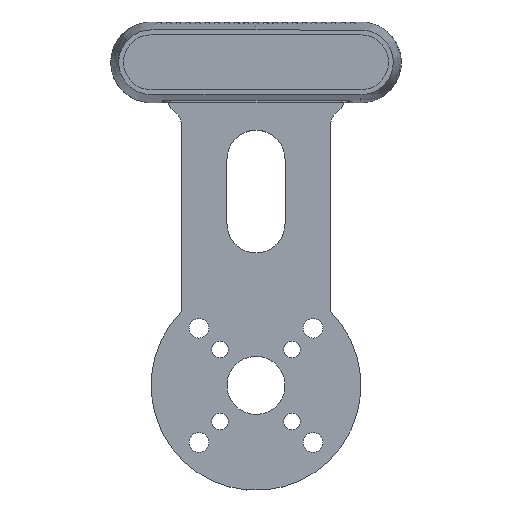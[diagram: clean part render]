
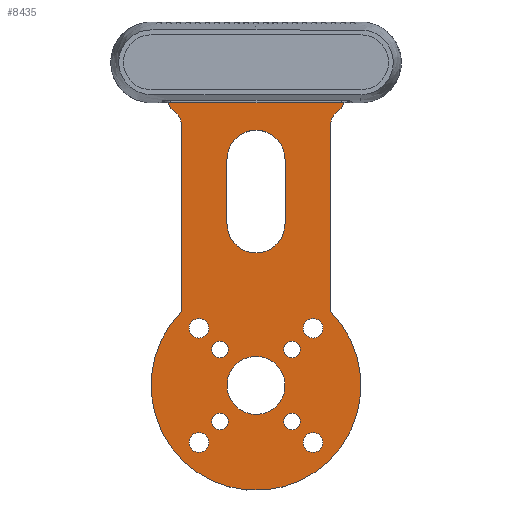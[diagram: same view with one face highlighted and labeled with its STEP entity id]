
A CAD part, top view. The second image highlights one B-rep face of the part: STEP entity #8435.
In plain terms, the highlighted planar face has unit normal (0, 0, 1).
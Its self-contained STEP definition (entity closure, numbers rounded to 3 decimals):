
#608=FACE_BOUND('',#1467,.T.);
#609=FACE_BOUND('',#1468,.T.);
#610=FACE_BOUND('',#1469,.T.);
#611=FACE_BOUND('',#1470,.T.);
#612=FACE_BOUND('',#1471,.T.);
#613=FACE_BOUND('',#1472,.T.);
#614=FACE_BOUND('',#1473,.T.);
#615=FACE_BOUND('',#1474,.T.);
#616=FACE_BOUND('',#1475,.T.);
#617=FACE_BOUND('',#1476,.T.);
#618=FACE_BOUND('',#1477,.T.);
#619=FACE_BOUND('',#1478,.T.);
#712=PLANE('',#9005);
#979=FACE_OUTER_BOUND('',#1466,.T.);
#1466=EDGE_LOOP('',(#5844,#5845,#5846,#5847,#5848,#5849,#5850,#5851,#5852,
#5853,#5854,#5855));
#1467=EDGE_LOOP('',(#5856));
#1468=EDGE_LOOP('',(#5857));
#1469=EDGE_LOOP('',(#5858));
#1470=EDGE_LOOP('',(#5859));
#1471=EDGE_LOOP('',(#5860));
#1472=EDGE_LOOP('',(#5861));
#1473=EDGE_LOOP('',(#5862));
#1474=EDGE_LOOP('',(#5863));
#1475=EDGE_LOOP('',(#5864));
#1476=EDGE_LOOP('',(#5865));
#1477=EDGE_LOOP('',(#5866,#5867,#5868,#5869));
#1478=EDGE_LOOP('',(#5870));
#2052=LINE('',#12347,#2722);
#2056=LINE('',#12357,#2726);
#2060=LINE('',#12375,#2730);
#2061=LINE('',#12379,#2731);
#2062=LINE('',#12383,#2732);
#2063=LINE('',#12389,#2733);
#2064=LINE('',#12392,#2734);
#2722=VECTOR('',#9925,10.);
#2726=VECTOR('',#9937,10.);
#2730=VECTOR('',#9955,10.);
#2731=VECTOR('',#9958,10.);
#2732=VECTOR('',#9961,10.);
#2733=VECTOR('',#9966,10.);
#2734=VECTOR('',#9969,10.);
#3379=CIRCLE('',#8962,2.55);
#3381=CIRCLE('',#8965,2.55);
#3383=CIRCLE('',#8968,1.55);
#3385=CIRCLE('',#8971,3.05);
#3387=CIRCLE('',#8974,2.55);
#3389=CIRCLE('',#8977,3.05);
#3391=CIRCLE('',#8980,1.55);
#3393=CIRCLE('',#8983,3.05);
#3395=CIRCLE('',#8986,2.55);
#3397=CIRCLE('',#8989,3.05);
#3400=CIRCLE('',#8993,9.);
#3402=CIRCLE('',#8997,9.);
#3403=CIRCLE('',#9000,5.);
#3405=CIRCLE('',#9003,5.);
#3407=CIRCLE('',#9006,5.);
#3408=CIRCLE('',#9007,5.);
#3409=CIRCLE('',#9008,5.);
#3410=CIRCLE('',#9009,5.);
#3411=CIRCLE('',#9010,32.5);
#3412=CIRCLE('',#9011,9.);
#3759=VERTEX_POINT('',#12275);
#3761=VERTEX_POINT('',#12281);
#3763=VERTEX_POINT('',#12287);
#3765=VERTEX_POINT('',#12293);
#3767=VERTEX_POINT('',#12299);
#3769=VERTEX_POINT('',#12305);
#3771=VERTEX_POINT('',#12311);
#3773=VERTEX_POINT('',#12317);
#3775=VERTEX_POINT('',#12323);
#3777=VERTEX_POINT('',#12329);
#3781=VERTEX_POINT('',#12338);
#3782=VERTEX_POINT('',#12340);
#3784=VERTEX_POINT('',#12346);
#3786=VERTEX_POINT('',#12352);
#3787=VERTEX_POINT('',#12359);
#3788=VERTEX_POINT('',#12360);
#3791=VERTEX_POINT('',#12368);
#3793=VERTEX_POINT('',#12374);
#3794=VERTEX_POINT('',#12376);
#3795=VERTEX_POINT('',#12378);
#3796=VERTEX_POINT('',#12380);
#3797=VERTEX_POINT('',#12382);
#3798=VERTEX_POINT('',#12384);
#3799=VERTEX_POINT('',#12386);
#3800=VERTEX_POINT('',#12388);
#3801=VERTEX_POINT('',#12390);
#3802=VERTEX_POINT('',#12393);
#4564=EDGE_CURVE('',#3759,#3759,#3379,.T.);
#4567=EDGE_CURVE('',#3761,#3761,#3381,.T.);
#4570=EDGE_CURVE('',#3763,#3763,#3383,.T.);
#4573=EDGE_CURVE('',#3765,#3765,#3385,.T.);
#4576=EDGE_CURVE('',#3767,#3767,#3387,.T.);
#4579=EDGE_CURVE('',#3769,#3769,#3389,.T.);
#4582=EDGE_CURVE('',#3771,#3771,#3391,.T.);
#4585=EDGE_CURVE('',#3773,#3773,#3393,.T.);
#4588=EDGE_CURVE('',#3775,#3775,#3395,.T.);
#4591=EDGE_CURVE('',#3777,#3777,#3397,.T.);
#4596=EDGE_CURVE('',#3782,#3781,#3400,.T.);
#4599=EDGE_CURVE('',#3784,#3782,#2052,.T.);
#4602=EDGE_CURVE('',#3786,#3784,#3402,.T.);
#4605=EDGE_CURVE('',#3781,#3786,#2056,.T.);
#4606=EDGE_CURVE('',#3787,#3788,#3403,.T.);
#4610=EDGE_CURVE('',#3788,#3791,#3405,.T.);
#4613=EDGE_CURVE('',#3787,#3793,#2060,.T.);
#4614=EDGE_CURVE('',#3794,#3793,#3407,.T.);
#4615=EDGE_CURVE('',#3794,#3795,#2061,.T.);
#4616=EDGE_CURVE('',#3796,#3795,#3408,.T.);
#4617=EDGE_CURVE('',#3796,#3797,#2062,.T.);
#4618=EDGE_CURVE('',#3798,#3797,#3409,.T.);
#4619=EDGE_CURVE('',#3799,#3798,#3410,.T.);
#4620=EDGE_CURVE('',#3799,#3800,#2063,.T.);
#4621=EDGE_CURVE('',#3800,#3801,#3411,.T.);
#4622=EDGE_CURVE('',#3801,#3791,#2064,.T.);
#4623=EDGE_CURVE('',#3802,#3802,#3412,.T.);
#5844=ORIENTED_EDGE('',*,*,#4606,.F.);
#5845=ORIENTED_EDGE('',*,*,#4613,.T.);
#5846=ORIENTED_EDGE('',*,*,#4614,.F.);
#5847=ORIENTED_EDGE('',*,*,#4615,.T.);
#5848=ORIENTED_EDGE('',*,*,#4616,.F.);
#5849=ORIENTED_EDGE('',*,*,#4617,.T.);
#5850=ORIENTED_EDGE('',*,*,#4618,.F.);
#5851=ORIENTED_EDGE('',*,*,#4619,.F.);
#5852=ORIENTED_EDGE('',*,*,#4620,.T.);
#5853=ORIENTED_EDGE('',*,*,#4621,.T.);
#5854=ORIENTED_EDGE('',*,*,#4622,.T.);
#5855=ORIENTED_EDGE('',*,*,#4610,.F.);
#5856=ORIENTED_EDGE('',*,*,#4564,.T.);
#5857=ORIENTED_EDGE('',*,*,#4567,.T.);
#5858=ORIENTED_EDGE('',*,*,#4570,.T.);
#5859=ORIENTED_EDGE('',*,*,#4573,.T.);
#5860=ORIENTED_EDGE('',*,*,#4576,.T.);
#5861=ORIENTED_EDGE('',*,*,#4579,.T.);
#5862=ORIENTED_EDGE('',*,*,#4582,.T.);
#5863=ORIENTED_EDGE('',*,*,#4585,.T.);
#5864=ORIENTED_EDGE('',*,*,#4588,.T.);
#5865=ORIENTED_EDGE('',*,*,#4591,.T.);
#5866=ORIENTED_EDGE('',*,*,#4602,.T.);
#5867=ORIENTED_EDGE('',*,*,#4599,.T.);
#5868=ORIENTED_EDGE('',*,*,#4596,.T.);
#5869=ORIENTED_EDGE('',*,*,#4605,.T.);
#5870=ORIENTED_EDGE('',*,*,#4623,.T.);
#8435=ADVANCED_FACE('',(#979,#608,#609,#610,#611,#612,#613,#614,#615,#616,
#617,#618,#619),#712,.T.);
#8962=AXIS2_PLACEMENT_3D('',#12276,#9846,#9847);
#8965=AXIS2_PLACEMENT_3D('',#12282,#9853,#9854);
#8968=AXIS2_PLACEMENT_3D('',#12288,#9860,#9861);
#8971=AXIS2_PLACEMENT_3D('',#12294,#9867,#9868);
#8974=AXIS2_PLACEMENT_3D('',#12300,#9874,#9875);
#8977=AXIS2_PLACEMENT_3D('',#12306,#9881,#9882);
#8980=AXIS2_PLACEMENT_3D('',#12312,#9888,#9889);
#8983=AXIS2_PLACEMENT_3D('',#12318,#9895,#9896);
#8986=AXIS2_PLACEMENT_3D('',#12324,#9902,#9903);
#8989=AXIS2_PLACEMENT_3D('',#12330,#9909,#9910);
#8993=AXIS2_PLACEMENT_3D('',#12341,#9919,#9920);
#8997=AXIS2_PLACEMENT_3D('',#12353,#9931,#9932);
#9000=AXIS2_PLACEMENT_3D('',#12361,#9940,#9941);
#9003=AXIS2_PLACEMENT_3D('',#12369,#9948,#9949);
#9005=AXIS2_PLACEMENT_3D('',#12373,#9953,#9954);
#9006=AXIS2_PLACEMENT_3D('',#12377,#9956,#9957);
#9007=AXIS2_PLACEMENT_3D('',#12381,#9959,#9960);
#9008=AXIS2_PLACEMENT_3D('',#12385,#9962,#9963);
#9009=AXIS2_PLACEMENT_3D('',#12387,#9964,#9965);
#9010=AXIS2_PLACEMENT_3D('',#12391,#9967,#9968);
#9011=AXIS2_PLACEMENT_3D('',#12394,#9970,#9971);
#9846=DIRECTION('center_axis',(0.,0.,-1.));
#9847=DIRECTION('ref_axis',(1.,0.,0.));
#9853=DIRECTION('center_axis',(0.,0.,-1.));
#9854=DIRECTION('ref_axis',(1.,0.,0.));
#9860=DIRECTION('center_axis',(0.,0.,-1.));
#9861=DIRECTION('ref_axis',(1.,0.,0.));
#9867=DIRECTION('center_axis',(0.,0.,-1.));
#9868=DIRECTION('ref_axis',(1.,0.,0.));
#9874=DIRECTION('center_axis',(0.,0.,-1.));
#9875=DIRECTION('ref_axis',(1.,0.,0.));
#9881=DIRECTION('center_axis',(0.,0.,-1.));
#9882=DIRECTION('ref_axis',(1.,0.,0.));
#9888=DIRECTION('center_axis',(0.,0.,-1.));
#9889=DIRECTION('ref_axis',(1.,0.,0.));
#9895=DIRECTION('center_axis',(0.,0.,-1.));
#9896=DIRECTION('ref_axis',(1.,0.,0.));
#9902=DIRECTION('center_axis',(0.,0.,-1.));
#9903=DIRECTION('ref_axis',(1.,0.,0.));
#9909=DIRECTION('center_axis',(0.,0.,-1.));
#9910=DIRECTION('ref_axis',(1.,0.,0.));
#9919=DIRECTION('center_axis',(0.,0.,-1.));
#9920=DIRECTION('ref_axis',(1.,0.,0.));
#9925=DIRECTION('',(0.,1.,0.));
#9931=DIRECTION('center_axis',(0.,0.,-1.));
#9932=DIRECTION('ref_axis',(-1.,0.,0.));
#9937=DIRECTION('',(0.,-1.,0.));
#9940=DIRECTION('center_axis',(0.,0.,-1.));
#9941=DIRECTION('ref_axis',(0.883,-0.47,0.));
#9948=DIRECTION('center_axis',(0.,0.,1.));
#9949=DIRECTION('ref_axis',(-0.118,0.993,0.));
#9953=DIRECTION('center_axis',(0.,0.,1.));
#9954=DIRECTION('ref_axis',(1.,0.,0.));
#9955=DIRECTION('',(0.,1.,0.));
#9956=DIRECTION('center_axis',(0.,0.,-1.));
#9957=DIRECTION('ref_axis',(0.707,0.707,0.));
#9958=DIRECTION('',(-1.,0.,0.));
#9959=DIRECTION('center_axis',(0.,0.,-1.));
#9960=DIRECTION('ref_axis',(-0.707,0.707,0.));
#9961=DIRECTION('',(0.,-1.,0.));
#9962=DIRECTION('center_axis',(0.,0.,-1.));
#9963=DIRECTION('ref_axis',(-0.883,-0.47,0.));
#9964=DIRECTION('center_axis',(0.,0.,1.));
#9965=DIRECTION('ref_axis',(0.118,0.993,0.));
#9966=DIRECTION('',(0.,-1.,0.));
#9967=DIRECTION('center_axis',(0.,0.,1.));
#9968=DIRECTION('ref_axis',(-0.981,-0.194,0.));
#9969=DIRECTION('',(0.,1.,0.));
#9970=DIRECTION('center_axis',(0.,0.,-1.));
#9971=DIRECTION('ref_axis',(0.714,0.7,0.));
#12275=CARTESIAN_POINT('',(-13.687,11.137,5.));
#12276=CARTESIAN_POINT('Origin',(-11.137,11.137,5.));
#12281=CARTESIAN_POINT('',(8.587,-11.137,5.));
#12282=CARTESIAN_POINT('Origin',(11.137,-11.137,5.));
#12287=CARTESIAN_POINT('',(-24.05,100.,5.));
#12288=CARTESIAN_POINT('Origin',(-22.5,100.,5.));
#12293=CARTESIAN_POINT('',(-20.728,17.678,5.));
#12294=CARTESIAN_POINT('Origin',(-17.678,17.678,5.));
#12299=CARTESIAN_POINT('',(8.587,11.137,5.));
#12300=CARTESIAN_POINT('Origin',(11.137,11.137,5.));
#12305=CARTESIAN_POINT('',(14.628,17.678,5.));
#12306=CARTESIAN_POINT('Origin',(17.678,17.678,5.));
#12311=CARTESIAN_POINT('',(20.95,100.,5.));
#12312=CARTESIAN_POINT('Origin',(22.5,100.,5.));
#12317=CARTESIAN_POINT('',(-20.728,-17.678,5.));
#12318=CARTESIAN_POINT('Origin',(-17.678,-17.678,5.));
#12323=CARTESIAN_POINT('',(-13.687,-11.137,5.));
#12324=CARTESIAN_POINT('Origin',(-11.137,-11.137,5.));
#12329=CARTESIAN_POINT('',(14.628,-17.678,5.));
#12330=CARTESIAN_POINT('Origin',(17.678,-17.678,5.));
#12338=CARTESIAN_POINT('',(9.,70.,5.));
#12340=CARTESIAN_POINT('',(-9.,70.,5.));
#12341=CARTESIAN_POINT('Origin',(0.,70.,5.));
#12346=CARTESIAN_POINT('',(-9.,50.,5.));
#12347=CARTESIAN_POINT('',(-9.,44.375,5.));
#12352=CARTESIAN_POINT('',(9.,50.,5.));
#12353=CARTESIAN_POINT('Origin',(0.,50.,5.));
#12357=CARTESIAN_POINT('',(9.,54.375,5.));
#12359=CARTESIAN_POINT('',(27.472,88.916,5.));
#12360=CARTESIAN_POINT('',(25.266,84.769,5.));
#12361=CARTESIAN_POINT('Origin',(22.472,88.916,5.));
#12368=CARTESIAN_POINT('',(23.06,80.623,5.));
#12369=CARTESIAN_POINT('Origin',(28.06,80.623,5.));
#12373=CARTESIAN_POINT('Origin',(0.,38.75,5.));
#12374=CARTESIAN_POINT('',(27.472,105.,5.));
#12375=CARTESIAN_POINT('',(27.472,85.588,5.));
#12376=CARTESIAN_POINT('',(22.472,110.,5.));
#12377=CARTESIAN_POINT('Origin',(22.472,105.,5.));
#12378=CARTESIAN_POINT('',(-22.472,110.,5.));
#12379=CARTESIAN_POINT('',(27.472,110.,5.));
#12380=CARTESIAN_POINT('',(-27.472,105.,5.));
#12381=CARTESIAN_POINT('Origin',(-22.472,105.,5.));
#12382=CARTESIAN_POINT('',(-27.472,88.916,5.));
#12383=CARTESIAN_POINT('',(-27.472,110.,5.));
#12384=CARTESIAN_POINT('',(-25.266,84.769,5.));
#12385=CARTESIAN_POINT('Origin',(-22.472,88.916,5.));
#12386=CARTESIAN_POINT('',(-23.061,80.623,5.));
#12387=CARTESIAN_POINT('Origin',(-28.061,80.623,5.));
#12388=CARTESIAN_POINT('',(-23.061,22.901,5.));
#12389=CARTESIAN_POINT('',(-23.061,85.589,5.));
#12390=CARTESIAN_POINT('',(23.06,22.901,5.));
#12391=CARTESIAN_POINT('Origin',(0.,0.,5.));
#12392=CARTESIAN_POINT('',(23.06,22.901,5.));
#12393=CARTESIAN_POINT('',(-6.427,-6.3,5.));
#12394=CARTESIAN_POINT('Origin',(0.,0.,5.));
